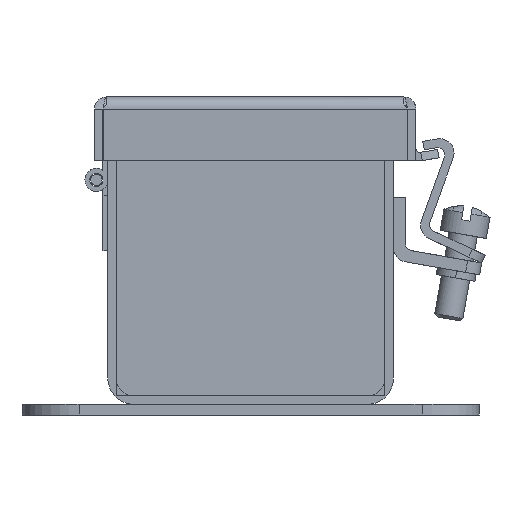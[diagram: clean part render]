
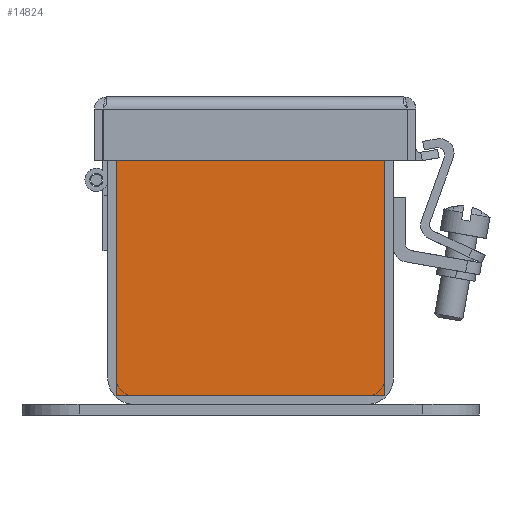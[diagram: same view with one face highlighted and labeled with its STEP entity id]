
A CAD part, left-side view. The second image highlights one B-rep face of the part: STEP entity #14824.
In plain terms, the highlighted planar face has unit normal (-1, 0, 0).
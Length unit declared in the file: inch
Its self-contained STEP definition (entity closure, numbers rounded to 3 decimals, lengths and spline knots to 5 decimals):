
#46 = DIRECTION ( 'NONE',  ( 1., 0., 0. ) ) ;
#220 = DIRECTION ( 'NONE',  ( 0., 1., 0. ) ) ;
#537 = DIRECTION ( 'NONE',  ( 0., 1., 0. ) ) ;
#1632 = EDGE_CURVE ( 'NONE', #16055, #27765, #13092, .T. ) ;
#2562 = LINE ( 'NONE', #10324, #23725 ) ;
#4456 = EDGE_CURVE ( 'NONE', #17530, #30944, #18870, .T. ) ;
#4476 = CARTESIAN_POINT ( 'NONE',  ( -1.70918, -0.00125, 0.29079 ) ) ;
#4541 = VECTOR ( 'NONE', #28601, 39.37008 ) ;
#4754 = ORIENTED_EDGE ( 'NONE', *, *, #10549, .F. ) ;
#4819 = EDGE_CURVE ( 'NONE', #32584, #28365, #15363, .T. ) ;
#6363 = VECTOR ( 'NONE', #18714, 39.37008 ) ;
#6436 = ORIENTED_EDGE ( 'NONE', *, *, #9910, .T. ) ;
#6800 = CARTESIAN_POINT ( 'NONE',  ( -1.70918, -0.00125, 0.32204 ) ) ;
#6850 = DIRECTION ( 'NONE',  ( 0., -1., 0. ) ) ;
#7089 = CARTESIAN_POINT ( 'NONE',  ( -1.70918, 0.68875, 0.29079 ) ) ;
#7293 = CARTESIAN_POINT ( 'NONE',  ( -1.70918, 0.68895, 0.29059 ) ) ;
#7998 = VERTEX_POINT ( 'NONE', #13333 ) ;
#8434 = LINE ( 'NONE', #16469, #6363 ) ;
#8460 = CARTESIAN_POINT ( 'NONE',  ( -1.70918, 0.68875, 0.29059 ) ) ;
#8607 = ORIENTED_EDGE ( 'NONE', *, *, #22864, .F. ) ;
#8784 = CARTESIAN_POINT ( 'NONE',  ( -1.70918, -0.69145, 0.32204 ) ) ;
#8842 = ORIENTED_EDGE ( 'NONE', *, *, #22701, .F. ) ;
#9049 = LINE ( 'NONE', #22152, #12348 ) ;
#9203 = DIRECTION ( 'NONE',  ( 0., 1., 0. ) ) ;
#9216 = VERTEX_POINT ( 'NONE', #23937 ) ;
#9217 = EDGE_CURVE ( 'NONE', #27765, #14746, #11303, .T. ) ;
#9910 = EDGE_CURVE ( 'NONE', #14746, #12002, #10630, .T. ) ;
#9918 = ORIENTED_EDGE ( 'NONE', *, *, #4819, .T. ) ;
#10056 = VECTOR ( 'NONE', #537, 39.37008 ) ;
#10324 = CARTESIAN_POINT ( 'NONE',  ( -1.70918, 1.17475, -0.85396 ) ) ;
#10549 = EDGE_CURVE ( 'NONE', #24646, #17557, #9049, .T. ) ;
#10630 = LINE ( 'NONE', #7293, #18189 ) ;
#11303 = LINE ( 'NONE', #8460, #10056 ) ;
#11919 = DIRECTION ( 'NONE',  ( 0., 1., 0. ) ) ;
#12002 = VERTEX_POINT ( 'NONE', #32624 ) ;
#12037 = VECTOR ( 'NONE', #31831, 39.37008 ) ;
#12348 = VECTOR ( 'NONE', #9203, 39.37008 ) ;
#12527 = CARTESIAN_POINT ( 'NONE',  ( -1.70918, -0.69125, 0.29059 ) ) ;
#12968 = DIRECTION ( 'NONE',  ( 0., 0., -1. ) ) ;
#13092 = LINE ( 'NONE', #31148, #4541 ) ;
#13270 = DIRECTION ( 'NONE',  ( 0., -1., 0. ) ) ;
#13333 = CARTESIAN_POINT ( 'NONE',  ( -1.70918, -1.17725, 0.32204 ) ) ;
#14121 = LINE ( 'NONE', #21514, #23226 ) ;
#14600 = VECTOR ( 'NONE', #12968, 39.37008 ) ;
#14746 = VERTEX_POINT ( 'NONE', #26056 ) ;
#14824 = ADVANCED_FACE ( 'NONE', ( #16432 ), #16929, .F. ) ;
#14882 = DIRECTION ( 'NONE',  ( 0., 0., 1. ) ) ;
#15177 = VECTOR ( 'NONE', #20277, 39.37008 ) ;
#15363 = LINE ( 'NONE', #12527, #15177 ) ;
#15681 = CARTESIAN_POINT ( 'NONE',  ( -1.70918, -0.00125, -0.85396 ) ) ;
#16055 = VERTEX_POINT ( 'NONE', #7089 ) ;
#16432 = FACE_OUTER_BOUND ( 'NONE', #32750, .T. ) ;
#16469 = CARTESIAN_POINT ( 'NONE',  ( -1.70918, -0.00125, 0.32204 ) ) ;
#16929 = PLANE ( 'NONE',  #18509 ) ;
#17200 = CARTESIAN_POINT ( 'NONE',  ( -1.70918, -0.69145, 0.29059 ) ) ;
#17530 = VERTEX_POINT ( 'NONE', #8784 ) ;
#17557 = VERTEX_POINT ( 'NONE', #17666 ) ;
#17568 = CARTESIAN_POINT ( 'NONE',  ( -1.70918, -1.17725, -2.02996 ) ) ;
#17666 = CARTESIAN_POINT ( 'NONE',  ( -1.70918, 1.17475, -2.02996 ) ) ;
#18189 = VECTOR ( 'NONE', #27834, 39.37008 ) ;
#18485 = LINE ( 'NONE', #21632, #12037 ) ;
#18509 = AXIS2_PLACEMENT_3D ( 'NONE', #15681, #46, #220 ) ;
#18714 = DIRECTION ( 'NONE',  ( 0., -1., 0. ) ) ;
#18870 = LINE ( 'NONE', #26607, #14600 ) ;
#19420 = CARTESIAN_POINT ( 'NONE',  ( -1.70918, 0.68875, 0.29059 ) ) ;
#19600 = ORIENTED_EDGE ( 'NONE', *, *, #25851, .F. ) ;
#20277 = DIRECTION ( 'NONE',  ( 0., 0., 1. ) ) ;
#20957 = ORIENTED_EDGE ( 'NONE', *, *, #30280, .T. ) ;
#21514 = CARTESIAN_POINT ( 'NONE',  ( -1.70918, -0.69145, 0.29059 ) ) ;
#21632 = CARTESIAN_POINT ( 'NONE',  ( -1.70918, -1.17725, -0.85396 ) ) ;
#22152 = CARTESIAN_POINT ( 'NONE',  ( -1.70918, -0.00125, -2.02996 ) ) ;
#22349 = LINE ( 'NONE', #4476, #27089 ) ;
#22360 = ORIENTED_EDGE ( 'NONE', *, *, #9217, .T. ) ;
#22607 = CARTESIAN_POINT ( 'NONE',  ( -1.70918, -0.69125, 0.29059 ) ) ;
#22701 = EDGE_CURVE ( 'NONE', #16055, #28365, #22349, .T. ) ;
#22864 = EDGE_CURVE ( 'NONE', #7998, #24646, #18485, .T. ) ;
#23226 = VECTOR ( 'NONE', #11919, 39.37008 ) ;
#23725 = VECTOR ( 'NONE', #14882, 39.37008 ) ;
#23937 = CARTESIAN_POINT ( 'NONE',  ( -1.70918, 1.17475, 0.32204 ) ) ;
#24534 = EDGE_CURVE ( 'NONE', #17530, #7998, #28794, .T. ) ;
#24646 = VERTEX_POINT ( 'NONE', #17568 ) ;
#25406 = ORIENTED_EDGE ( 'NONE', *, *, #24534, .F. ) ;
#25851 = EDGE_CURVE ( 'NONE', #9216, #12002, #8434, .T. ) ;
#26056 = CARTESIAN_POINT ( 'NONE',  ( -1.70918, 0.68895, 0.29059 ) ) ;
#26607 = CARTESIAN_POINT ( 'NONE',  ( -1.70918, -0.69145, 0.32204 ) ) ;
#27069 = ORIENTED_EDGE ( 'NONE', *, *, #1632, .T. ) ;
#27089 = VECTOR ( 'NONE', #6850, 39.37008 ) ;
#27765 = VERTEX_POINT ( 'NONE', #19420 ) ;
#27834 = DIRECTION ( 'NONE',  ( 0., 0., 1. ) ) ;
#28365 = VERTEX_POINT ( 'NONE', #33074 ) ;
#28601 = DIRECTION ( 'NONE',  ( 0., 0., -1. ) ) ;
#28744 = EDGE_CURVE ( 'NONE', #17557, #9216, #2562, .T. ) ;
#28794 = LINE ( 'NONE', #6800, #32115 ) ;
#29958 = ORIENTED_EDGE ( 'NONE', *, *, #4456, .T. ) ;
#30280 = EDGE_CURVE ( 'NONE', #30944, #32584, #14121, .T. ) ;
#30944 = VERTEX_POINT ( 'NONE', #17200 ) ;
#31148 = CARTESIAN_POINT ( 'NONE',  ( -1.70918, 0.68875, 0.32204 ) ) ;
#31596 = ORIENTED_EDGE ( 'NONE', *, *, #28744, .F. ) ;
#31831 = DIRECTION ( 'NONE',  ( 0., 0., -1. ) ) ;
#32115 = VECTOR ( 'NONE', #13270, 39.37008 ) ;
#32584 = VERTEX_POINT ( 'NONE', #22607 ) ;
#32624 = CARTESIAN_POINT ( 'NONE',  ( -1.70918, 0.68895, 0.32204 ) ) ;
#32750 = EDGE_LOOP ( 'NONE', ( #20957, #9918, #8842, #27069, #22360, #6436, #19600, #31596, #4754, #8607, #25406, #29958 ) ) ;
#33074 = CARTESIAN_POINT ( 'NONE',  ( -1.70918, -0.69125, 0.29079 ) ) ;
